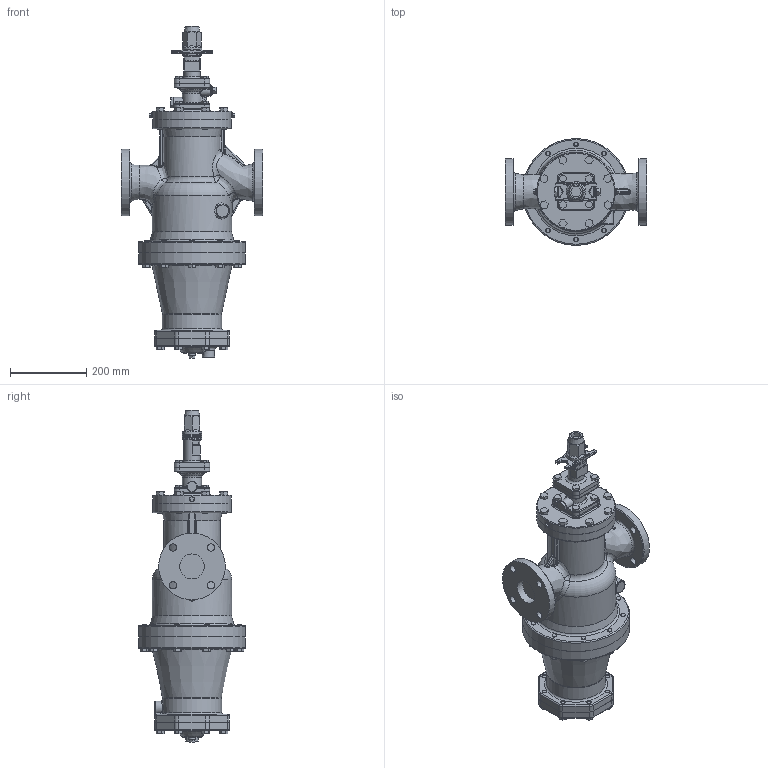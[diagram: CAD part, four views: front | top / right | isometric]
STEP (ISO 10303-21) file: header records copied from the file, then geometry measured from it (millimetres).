
FILE_DESCRIPTION(/* description */ (''),/* implementation_level */ '2;1');
FILE_NAME(/* name */ 'cos16-065-jis10-00.stp',/* time_stamp */ '2017-10-03T16:43:29+09:00',/* author */ ('nakaot'),/* organization */ (''),/* preprocessor_version */ 'ST-DEVELOPER v15.6',/* originating_system */ 'Autodesk Inventor 2015',/* authorisation */ '');
FILE_SCHEMA (('CONFIG_CONTROL_DESIGN'));
Length unit declared in the file: millimetre
Products named in the file (1): cos16-065-jis10-00
Bounding box: 370 x 280 x 870.4 mm (x, y, z)
Volume: 21480897.8 mm3; surface area: 1146169.8 mm2
Topology: 6 solids, 6 shells, 1011 faces, 2387 edges, 1499 vertices
Faces by surface type: plane 494, cylinder 285, bspline 116, torus 64, sphere 30, cone 22
Full cylindrical faces by diameter (mm): 8.376 x4, 10 x4, 10.106 x26, 12 x30, 14 x26, 17.475 x1, 19 x8, 27 x1, 30 x1, 32 x1, 42 x1, 44.924 x1, 48.648 x1, 51 x1, 52 x1, 65 x2, 94.101 x1, 111.052 x1, 155 x1, 175 x2, 193.783 x1, 206 x2, 208 x1, 280 x2
Entity records: 33837 total; most frequent: CARTESIAN_POINT 11961, DIRECTION 4385, ORIENTED_EDGE 4290, EDGE_CURVE 2145, AXIS2_PLACEMENT_3D 1634, VERTEX_POINT 1419, EDGE_LOOP 1350, LINE 1117
